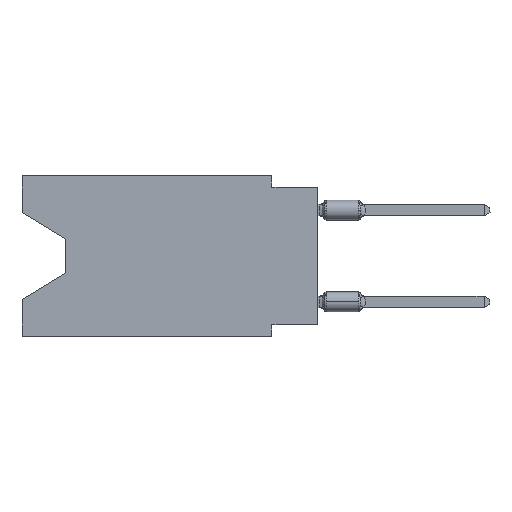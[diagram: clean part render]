
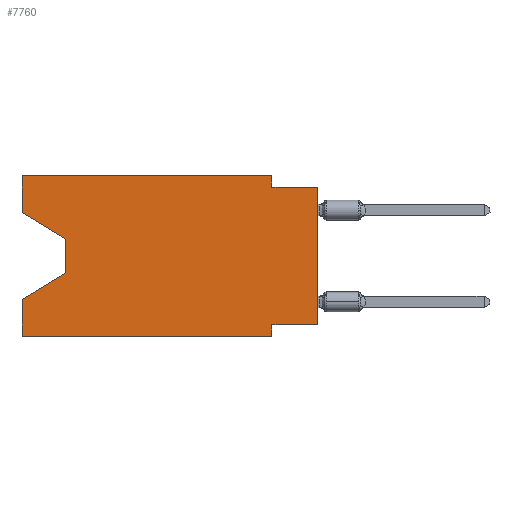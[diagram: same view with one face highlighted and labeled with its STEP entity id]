
A CAD part, left-side view. The second image highlights one B-rep face of the part: STEP entity #7760.
In plain terms, the highlighted planar face has unit normal (-1, 0, 0).
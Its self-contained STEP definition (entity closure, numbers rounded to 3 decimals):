
#85 = EDGE_CURVE ( 'NONE', #12607, #15536, #16904, .T. ) ;
#112 = ORIENTED_EDGE ( 'NONE', *, *, #508, .F. ) ;
#378 = VERTEX_POINT ( 'NONE', #12672 ) ;
#508 = EDGE_CURVE ( 'NONE', #10361, #5866, #14850, .T. ) ;
#572 = DIRECTION ( 'NONE',  ( 1., 0., 0. ) ) ;
#597 = CARTESIAN_POINT ( 'NONE',  ( 0., 2.54, -8.255 ) ) ;
#754 = CARTESIAN_POINT ( 'NONE',  ( 0., 13.97, -3.505 ) ) ;
#1338 = VECTOR ( 'NONE', #9479, 1000. ) ;
#1395 = CARTESIAN_POINT ( 'NONE',  ( 0., 13.97, -5.385 ) ) ;
#1470 = CARTESIAN_POINT ( 'NONE',  ( 0., 16.383, -2.038 ) ) ;
#1826 = DIRECTION ( 'NONE',  ( 0., 0., -1. ) ) ;
#1916 = VECTOR ( 'NONE', #7599, 1000. ) ;
#1940 = VERTEX_POINT ( 'NONE', #10639 ) ;
#2318 = LINE ( 'NONE', #17891, #1338 ) ;
#2672 = DIRECTION ( 'NONE',  ( 0., -1., 0. ) ) ;
#2768 = EDGE_CURVE ( 'NONE', #6236, #10361, #2318, .T. ) ;
#2781 = LINE ( 'NONE', #4345, #10735 ) ;
#2804 = CARTESIAN_POINT ( 'NONE',  ( 0., 16.383, -8.89 ) ) ;
#3450 = CARTESIAN_POINT ( 'NONE',  ( 0., 16.383, 0. ) ) ;
#3617 = ORIENTED_EDGE ( 'NONE', *, *, #7484, .F. ) ;
#3646 = CARTESIAN_POINT ( 'NONE',  ( 0., 2.54, -0.635 ) ) ;
#3718 = EDGE_CURVE ( 'NONE', #13495, #15536, #13986, .T. ) ;
#3724 = ORIENTED_EDGE ( 'NONE', *, *, #8407, .F. ) ;
#4094 = DIRECTION ( 'NONE',  ( 0., -1., 0. ) ) ;
#4223 = LINE ( 'NONE', #9831, #11418 ) ;
#4232 = CARTESIAN_POINT ( 'NONE',  ( 0., 16.383, 0. ) ) ;
#4345 = CARTESIAN_POINT ( 'NONE',  ( 0., 0., 0. ) ) ;
#4366 = CARTESIAN_POINT ( 'NONE',  ( 0., 2.54, -8.89 ) ) ;
#4749 = CARTESIAN_POINT ( 'NONE',  ( 0., 0., -8.255 ) ) ;
#5070 = ORIENTED_EDGE ( 'NONE', *, *, #16177, .T. ) ;
#5866 = VERTEX_POINT ( 'NONE', #15488 ) ;
#5939 = ORIENTED_EDGE ( 'NONE', *, *, #17290, .F. ) ;
#6236 = VERTEX_POINT ( 'NONE', #8537 ) ;
#6626 = VECTOR ( 'NONE', #1826, 1000. ) ;
#6696 = VECTOR ( 'NONE', #15112, 1000. ) ;
#7384 = VECTOR ( 'NONE', #12659, 1000. ) ;
#7484 = EDGE_CURVE ( 'NONE', #16755, #12607, #17303, .T. ) ;
#7599 = DIRECTION ( 'NONE',  ( 0., 1., 0. ) ) ;
#7760 = ADVANCED_FACE ( 'NONE', ( #9144 ), #10326, .F. ) ;
#7848 = CARTESIAN_POINT ( 'NONE',  ( 0., 0., -8.255 ) ) ;
#8282 = CARTESIAN_POINT ( 'NONE',  ( 0., 16.383, 0. ) ) ;
#8407 = EDGE_CURVE ( 'NONE', #5866, #9992, #14651, .T. ) ;
#8537 = CARTESIAN_POINT ( 'NONE',  ( 0., 16.383, -2.038 ) ) ;
#8737 = EDGE_CURVE ( 'NONE', #1940, #11269, #10957, .T. ) ;
#9144 = FACE_OUTER_BOUND ( 'NONE', #11353, .T. ) ;
#9470 = CARTESIAN_POINT ( 'NONE',  ( 0., 16.383, 0. ) ) ;
#9479 = DIRECTION ( 'NONE',  ( 0., 0., 1. ) ) ;
#9831 = CARTESIAN_POINT ( 'NONE',  ( 0., 0., -0.635 ) ) ;
#9838 = DIRECTION ( 'NONE',  ( 0., 0., 1. ) ) ;
#9901 = ORIENTED_EDGE ( 'NONE', *, *, #85, .F. ) ;
#9924 = ORIENTED_EDGE ( 'NONE', *, *, #18009, .T. ) ;
#9973 = DIRECTION ( 'NONE',  ( 0., 0., -1. ) ) ;
#9992 = VERTEX_POINT ( 'NONE', #3646 ) ;
#10132 = AXIS2_PLACEMENT_3D ( 'NONE', #3450, #572, #10412 ) ;
#10206 = CARTESIAN_POINT ( 'NONE',  ( 0., 13.97, -3.505 ) ) ;
#10326 = PLANE ( 'NONE',  #10132 ) ;
#10361 = VERTEX_POINT ( 'NONE', #8282 ) ;
#10412 = DIRECTION ( 'NONE',  ( 0., 0., -1. ) ) ;
#10639 = CARTESIAN_POINT ( 'NONE',  ( 0., 13.97, -5.385 ) ) ;
#10735 = VECTOR ( 'NONE', #14061, 1000. ) ;
#10761 = VECTOR ( 'NONE', #4094, 1000. ) ;
#10957 = LINE ( 'NONE', #1395, #16284 ) ;
#11073 = CARTESIAN_POINT ( 'NONE',  ( 0., 16.383, -6.852 ) ) ;
#11075 = ORIENTED_EDGE ( 'NONE', *, *, #16004, .T. ) ;
#11269 = VERTEX_POINT ( 'NONE', #11073 ) ;
#11301 = LINE ( 'NONE', #4232, #12294 ) ;
#11353 = EDGE_LOOP ( 'NONE', ( #5070, #11075, #12133, #14265, #15485, #9901, #3617, #9924, #5939, #3724, #112, #14985 ) ) ;
#11418 = VECTOR ( 'NONE', #2672, 1000. ) ;
#11508 = CARTESIAN_POINT ( 'NONE',  ( 0., 16.383, -8.89 ) ) ;
#12133 = ORIENTED_EDGE ( 'NONE', *, *, #8737, .T. ) ;
#12294 = VECTOR ( 'NONE', #9838, 1000. ) ;
#12607 = VERTEX_POINT ( 'NONE', #597 ) ;
#12659 = DIRECTION ( 'NONE',  ( 0., -0.855, -0.519 ) ) ;
#12672 = CARTESIAN_POINT ( 'NONE',  ( 0., 0., -0.635 ) ) ;
#13334 = LINE ( 'NONE', #754, #14376 ) ;
#13495 = VERTEX_POINT ( 'NONE', #11508 ) ;
#13718 = EDGE_CURVE ( 'NONE', #13495, #11269, #11301, .T. ) ;
#13885 = VERTEX_POINT ( 'NONE', #10206 ) ;
#13986 = LINE ( 'NONE', #2804, #10761 ) ;
#14037 = LINE ( 'NONE', #1470, #7384 ) ;
#14061 = DIRECTION ( 'NONE',  ( 0., 0., 1. ) ) ;
#14265 = ORIENTED_EDGE ( 'NONE', *, *, #13718, .F. ) ;
#14376 = VECTOR ( 'NONE', #17560, 1000. ) ;
#14548 = CARTESIAN_POINT ( 'NONE',  ( 0., 2.54, -8.89 ) ) ;
#14556 = CARTESIAN_POINT ( 'NONE',  ( 0., 2.54, 0. ) ) ;
#14651 = LINE ( 'NONE', #14556, #6626 ) ;
#14850 = LINE ( 'NONE', #9470, #6696 ) ;
#14985 = ORIENTED_EDGE ( 'NONE', *, *, #2768, .F. ) ;
#15112 = DIRECTION ( 'NONE',  ( 0., -1., 0. ) ) ;
#15485 = ORIENTED_EDGE ( 'NONE', *, *, #3718, .T. ) ;
#15488 = CARTESIAN_POINT ( 'NONE',  ( 0., 2.54, 0. ) ) ;
#15536 = VERTEX_POINT ( 'NONE', #14548 ) ;
#16004 = EDGE_CURVE ( 'NONE', #13885, #1940, #13334, .T. ) ;
#16177 = EDGE_CURVE ( 'NONE', #6236, #13885, #14037, .T. ) ;
#16284 = VECTOR ( 'NONE', #17832, 1000. ) ;
#16755 = VERTEX_POINT ( 'NONE', #7848 ) ;
#16904 = LINE ( 'NONE', #4366, #18095 ) ;
#17290 = EDGE_CURVE ( 'NONE', #9992, #378, #4223, .T. ) ;
#17303 = LINE ( 'NONE', #4749, #1916 ) ;
#17560 = DIRECTION ( 'NONE',  ( 0., 0., -1. ) ) ;
#17832 = DIRECTION ( 'NONE',  ( 0., 0.855, -0.519 ) ) ;
#17891 = CARTESIAN_POINT ( 'NONE',  ( 0., 16.383, 0. ) ) ;
#18009 = EDGE_CURVE ( 'NONE', #16755, #378, #2781, .T. ) ;
#18095 = VECTOR ( 'NONE', #9973, 1000. ) ;
